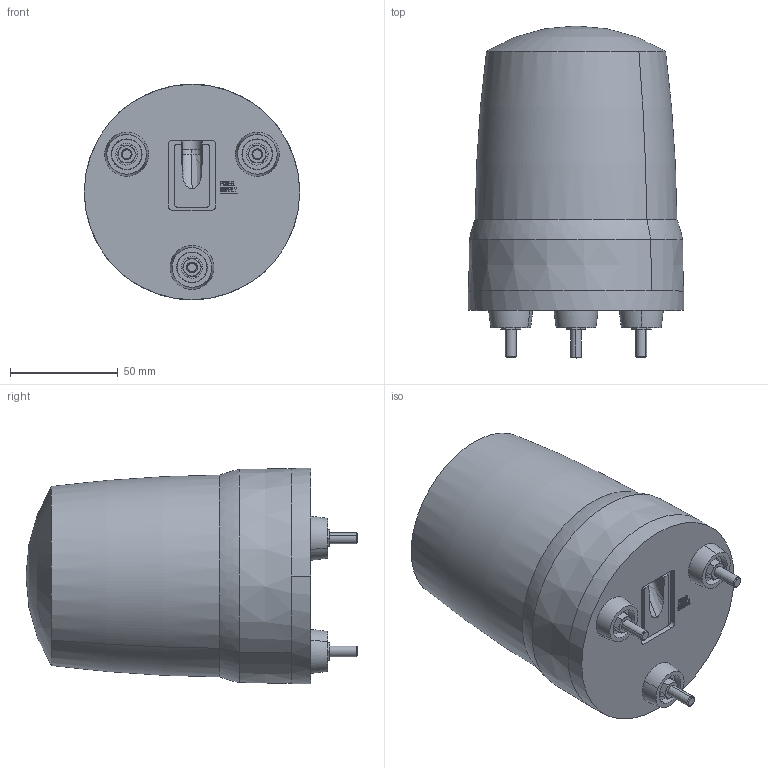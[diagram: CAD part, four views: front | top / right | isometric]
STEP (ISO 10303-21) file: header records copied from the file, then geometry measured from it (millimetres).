
FILE_DESCRIPTION (( 'STEP AP203' ), '1' );
FILE_NAME ('SF10-M2JN-Y.step', '2025-02-24T17:24:04', ( '' ), ( '' ), 'SwSTEP 2.0', 'SolidWorks 2024', '' );
FILE_SCHEMA (( 'CONFIG_CONTROL_DESIGN' ));
Length unit declared in the file: millimetre
Products named in the file (1): SF10-M2JN-Y
Bounding box: 100 x 154 x 100 mm (x, y, z)
Volume: 859960.3 mm3; surface area: 52586.2 mm2
Topology: 1 solids, 1 shells, 327 faces, 844 edges, 551 vertices
Faces by surface type: plane 159, bspline 121, cone 22, cylinder 14, torus 10, sphere 1
Entity records: 13407 total; most frequent: CARTESIAN_POINT 6284, ORIENTED_EDGE 1684, DIRECTION 1066, EDGE_CURVE 842, VERTEX_POINT 550, LINE 464, VECTOR 464, EDGE_LOOP 360
